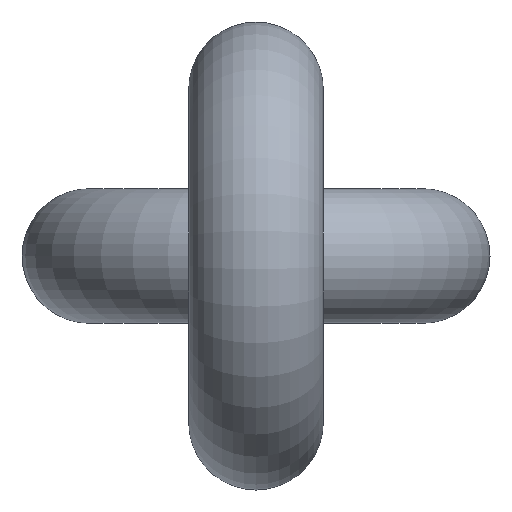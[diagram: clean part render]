
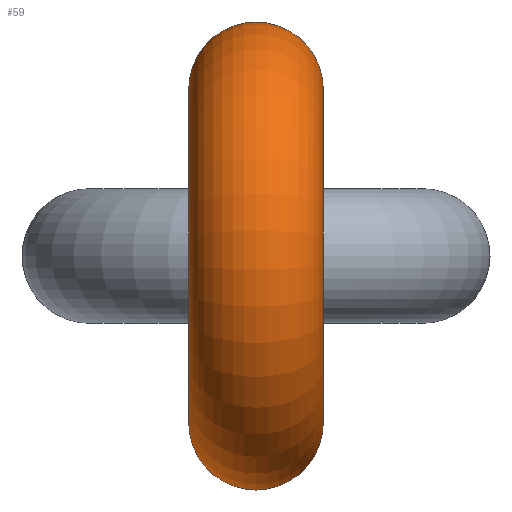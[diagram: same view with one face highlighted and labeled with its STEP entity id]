
A CAD part, left-side view. The second image highlights one B-rep face of the part: STEP entity #59.
In plain terms, the highlighted toroidal (fillet/blend) face has major radius 27.25 mm and minor radius 11 mm.
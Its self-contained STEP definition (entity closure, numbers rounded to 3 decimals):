
#52=TOROIDAL_SURFACE('',#189,27.25,11.);
#59=ADVANCED_FACE('',(#78,#79),#52,.T.);
#78=FACE_BOUND('',#102,.T.);
#79=FACE_BOUND('',#103,.T.);
#102=EDGE_LOOP('',(#126));
#103=EDGE_LOOP('',(#127));
#126=ORIENTED_EDGE('',*,*,#162,.T.);
#127=ORIENTED_EDGE('',*,*,#160,.F.);
#148=VERTEX_POINT('',#261);
#150=VERTEX_POINT('',#266);
#160=EDGE_CURVE('',#148,#148,#172,.T.);
#162=EDGE_CURVE('',#150,#150,#174,.T.);
#172=CIRCLE('',#185,11.);
#174=CIRCLE('',#188,11.);
#185=AXIS2_PLACEMENT_3D('',#260,#211,#212);
#188=AXIS2_PLACEMENT_3D('',#265,#217,#218);
#189=AXIS2_PLACEMENT_3D('',#267,#219,#220);
#211=DIRECTION('',(1.,0.,0.));
#212=DIRECTION('',(0.,-1.,0.));
#217=DIRECTION('',(-1.,0.,0.));
#218=DIRECTION('',(0.,-1.,0.));
#219=DIRECTION('',(0.,-1.,0.));
#220=DIRECTION('',(0.,0.,-1.));
#260=CARTESIAN_POINT('',(-82.75,0.,-27.25));
#261=CARTESIAN_POINT('',(-82.75,-11.,-27.25));
#265=CARTESIAN_POINT('',(-82.75,0.,27.25));
#266=CARTESIAN_POINT('',(-82.75,-11.,27.25));
#267=CARTESIAN_POINT('',(-82.75,0.,0.));
